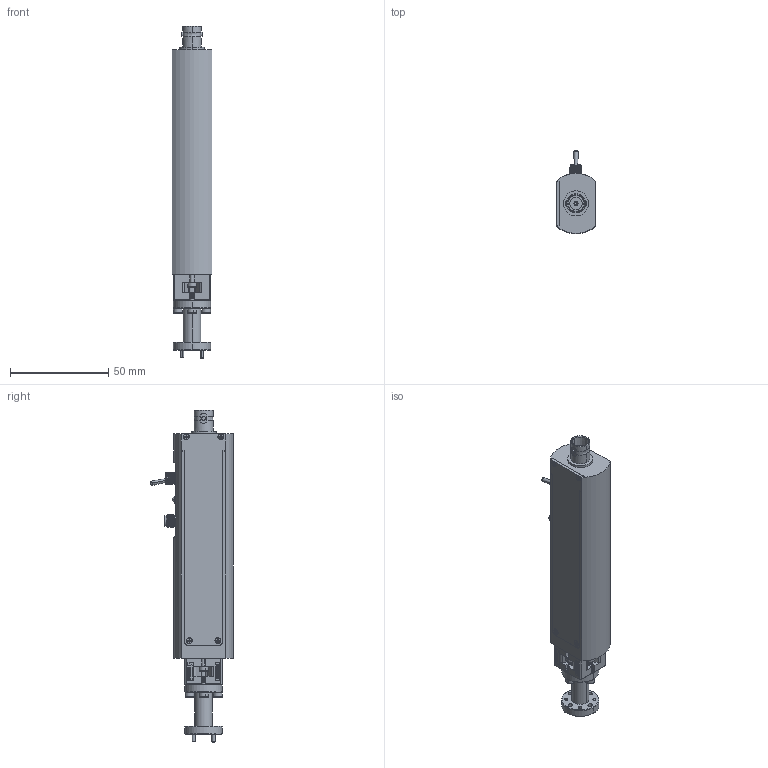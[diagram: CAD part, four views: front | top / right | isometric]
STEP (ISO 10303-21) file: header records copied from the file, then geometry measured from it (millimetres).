
FILE_DESCRIPTION (( 'STEP AP214' ), '1' );
FILE_NAME ('TZ-WG-A, DF.STEP', '2025-09-29T23:59:38', ( '' ), ( '' ), 'SwSTEP 2.0', 'SolidWorks 2021', '' );
FILE_SCHEMA (( 'AUTOMOTIVE_DESIGN' ));
Length unit declared in the file: inch
Products named in the file (1): TZ-WG-A, DF
Bounding box: 20.32 x 42.2 x 168.88 mm (x, y, z)
Surface area: 29376.6 mm2 (no closed solid volume)
Topology: 0 solids, 50 shells, 3002 faces, 7836 edges, 4995 vertices
Faces by surface type: plane 1006, cylinder 981, bspline 536, cone 437, torus 40, sphere 2
Entity records: 163798 total; most frequent: CARTESIAN_POINT 58139, ORIENTED_EDGE 15524, DIRECTION 12135, EDGE_CURVE 7780, VERTEX_POINT 4994, AXIS2_PLACEMENT_3D 4307, LINE 3521, VECTOR 3521
